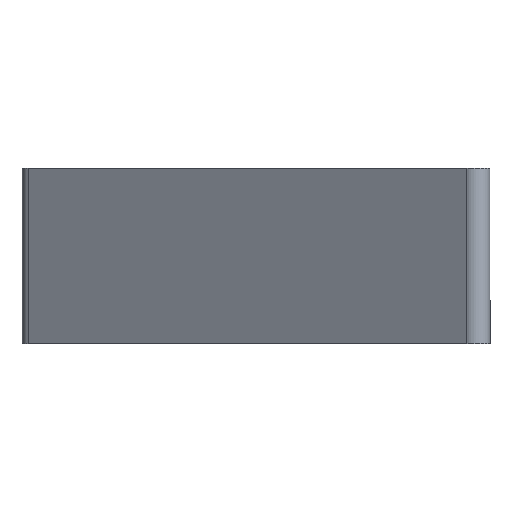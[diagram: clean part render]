
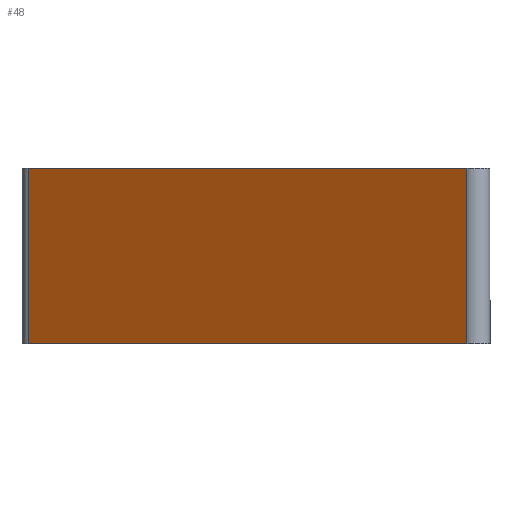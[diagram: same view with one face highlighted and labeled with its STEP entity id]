
A CAD part, left-side view. The second image highlights one B-rep face of the part: STEP entity #48.
In plain terms, the highlighted planar face has unit normal (-0.819, 0.574, 0).
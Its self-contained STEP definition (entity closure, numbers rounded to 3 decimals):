
#39=FACE_OUTER_BOUND('',#104,.T.);
#48=ADVANCED_FACE('',(#39),#59,.T.);
#59=PLANE('',#258);
#66=LINE('',#406,#82);
#70=LINE('',#416,#86);
#71=LINE('',#418,#87);
#72=LINE('',#420,#88);
#82=VECTOR('',#289,1.0);
#86=VECTOR('',#299,1.0);
#87=VECTOR('',#300,1.0);
#88=VECTOR('',#301,1.0);
#104=EDGE_LOOP('',(#128,#129,#130,#131));
#128=ORIENTED_EDGE('',*,*,#192,.F.);
#129=ORIENTED_EDGE('',*,*,#197,.T.);
#130=ORIENTED_EDGE('',*,*,#198,.F.);
#131=ORIENTED_EDGE('',*,*,#199,.T.);
#174=VERTEX_POINT('',#405);
#175=VERTEX_POINT('',#407);
#178=VERTEX_POINT('',#417);
#179=VERTEX_POINT('',#419);
#192=EDGE_CURVE('',#174,#175,#66,.T.);
#197=EDGE_CURVE('',#174,#178,#70,.T.);
#198=EDGE_CURVE('',#179,#178,#71,.T.);
#199=EDGE_CURVE('',#179,#175,#72,.T.);
#258=AXIS2_PLACEMENT_3D('',#421,#302,#303);
#289=DIRECTION('',(0.574,0.819,0.0));
#299=DIRECTION('',(0.,0.,1.0));
#300=DIRECTION('',(-0.574,-0.819,0.));
#301=DIRECTION('',(0.,0.,-1.0));
#302=DIRECTION('',(-0.819,0.574,0.));
#303=DIRECTION('',(-0.574,-0.819,0.0));
#405=CARTESIAN_POINT('',(0.437,0.625,-4.763));
#406=CARTESIAN_POINT('',(6.997,9.992,-4.763));
#407=CARTESIAN_POINT('',(8.774,12.531,-4.763));
#416=CARTESIAN_POINT('',(0.437,0.625,0.));
#417=CARTESIAN_POINT('',(0.437,0.625,0.));
#418=CARTESIAN_POINT('',(6.997,9.992,0.));
#419=CARTESIAN_POINT('',(8.774,12.531,0.));
#420=CARTESIAN_POINT('',(8.774,12.531,0.));
#421=CARTESIAN_POINT('',(6.997,9.992,0.));
